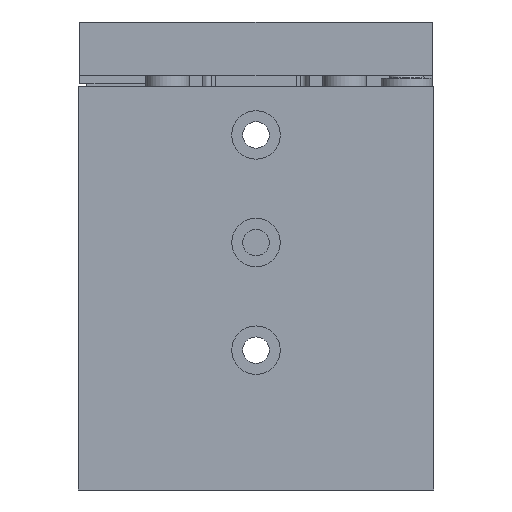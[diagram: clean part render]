
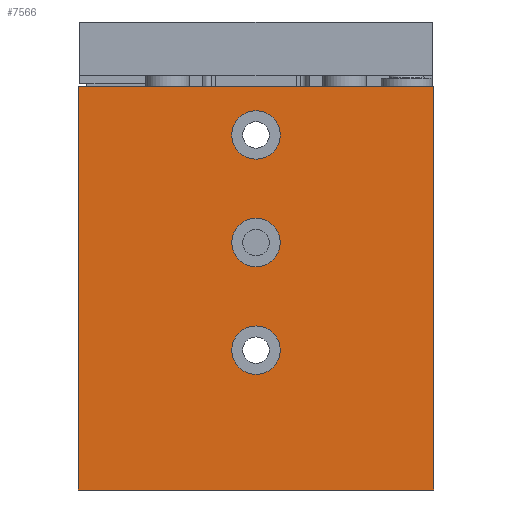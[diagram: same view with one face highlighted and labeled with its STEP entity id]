
A CAD part, front view. The second image highlights one B-rep face of the part: STEP entity #7566.
In plain terms, the highlighted planar face has unit normal (0, -1, 0).
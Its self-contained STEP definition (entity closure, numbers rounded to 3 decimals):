
#92=LINE('',#11051,#550);
#126=LINE('',#11127,#584);
#154=LINE('',#11235,#612);
#155=LINE('',#11243,#613);
#550=VECTOR('',#8883,1000.);
#584=VECTOR('',#8935,1000.);
#612=VECTOR('',#9015,1000.);
#613=VECTOR('',#9024,1000.);
#999=PLANE('',#8031);
#1308=ORIENTED_EDGE('',*,*,#3093,.F.);
#1309=ORIENTED_EDGE('',*,*,#3094,.F.);
#1310=ORIENTED_EDGE('',*,*,#3095,.F.);
#1311=ORIENTED_EDGE('',*,*,#3004,.F.);
#1312=ORIENTED_EDGE('',*,*,#3092,.F.);
#1313=ORIENTED_EDGE('',*,*,#3042,.T.);
#1314=ORIENTED_EDGE('',*,*,#3096,.T.);
#3004=EDGE_CURVE('',#3903,#3904,#92,.T.);
#3042=EDGE_CURVE('',#3937,#3936,#126,.T.);
#3092=EDGE_CURVE('',#3937,#3903,#154,.T.);
#3093=EDGE_CURVE('',#3981,#3981,#4560,.T.);
#3094=EDGE_CURVE('',#3982,#3982,#4561,.T.);
#3095=EDGE_CURVE('',#3983,#3983,#4562,.T.);
#3096=EDGE_CURVE('',#3936,#3904,#155,.T.);
#3903=VERTEX_POINT('',#11050);
#3904=VERTEX_POINT('',#11052);
#3936=VERTEX_POINT('',#11126);
#3937=VERTEX_POINT('',#11128);
#3981=VERTEX_POINT('',#11238);
#3982=VERTEX_POINT('',#11240);
#3983=VERTEX_POINT('',#11242);
#4560=CIRCLE('',#8032,4.5);
#4561=CIRCLE('',#8033,4.5);
#4562=CIRCLE('',#8034,4.5);
#4967=EDGE_LOOP('',(#1308));
#4968=EDGE_LOOP('',(#1309));
#4969=EDGE_LOOP('',(#1310));
#4970=EDGE_LOOP('',(#1311,#1312,#1313,#1314));
#5557=FACE_BOUND('',#4967,.T.);
#5558=FACE_BOUND('',#4968,.T.);
#5559=FACE_BOUND('',#4969,.T.);
#5560=FACE_BOUND('',#4970,.T.);
#7566=ADVANCED_FACE('',(#5557,#5558,#5559,#5560),#999,.T.);
#8031=AXIS2_PLACEMENT_3D('',#11236,#9016,#9017);
#8032=AXIS2_PLACEMENT_3D('',#11237,#9018,#9019);
#8033=AXIS2_PLACEMENT_3D('',#11239,#9020,#9021);
#8034=AXIS2_PLACEMENT_3D('',#11241,#9022,#9023);
#8883=DIRECTION('',(1.,0.,0.));
#8935=DIRECTION('',(1.,0.,0.));
#9015=DIRECTION('',(0.,0.,1.));
#9016=DIRECTION('',(0.,-1.,0.));
#9017=DIRECTION('',(0.,0.,-1.));
#9018=DIRECTION('',(0.,-1.,0.));
#9019=DIRECTION('',(0.,0.,-1.));
#9020=DIRECTION('',(0.,-1.,0.));
#9021=DIRECTION('',(0.,0.,-1.));
#9022=DIRECTION('',(0.,-1.,0.));
#9023=DIRECTION('',(0.,0.,-1.));
#9024=DIRECTION('',(0.,0.,1.));
#11050=CARTESIAN_POINT('',(-33.,0.,0.));
#11051=CARTESIAN_POINT('',(-33.,0.,0.));
#11052=CARTESIAN_POINT('',(33.,0.,0.));
#11126=CARTESIAN_POINT('',(33.,0.,-75.));
#11127=CARTESIAN_POINT('',(-33.,0.,-75.));
#11128=CARTESIAN_POINT('',(-33.,0.,-75.));
#11235=CARTESIAN_POINT('',(-33.,0.,-75.));
#11236=CARTESIAN_POINT('',(-33.,0.,-75.));
#11237=CARTESIAN_POINT('',(0.,0.,-29.));
#11238=CARTESIAN_POINT('',(0.,0.,-33.5));
#11239=CARTESIAN_POINT('',(0.,0.,-49.));
#11240=CARTESIAN_POINT('',(0.,0.,-53.5));
#11241=CARTESIAN_POINT('',(0.,0.,-9.));
#11242=CARTESIAN_POINT('',(0.,0.,-13.5));
#11243=CARTESIAN_POINT('',(33.,0.,-75.));
